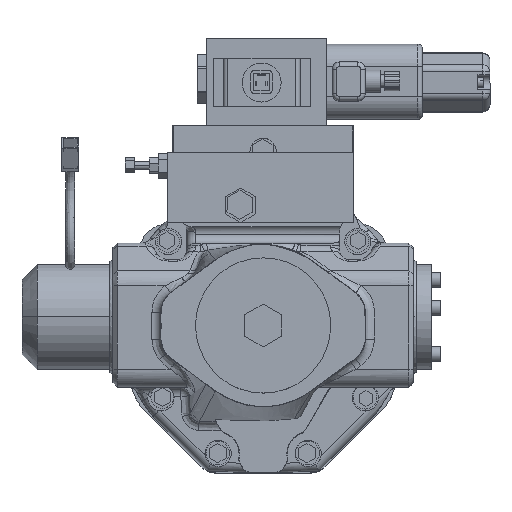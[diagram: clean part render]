
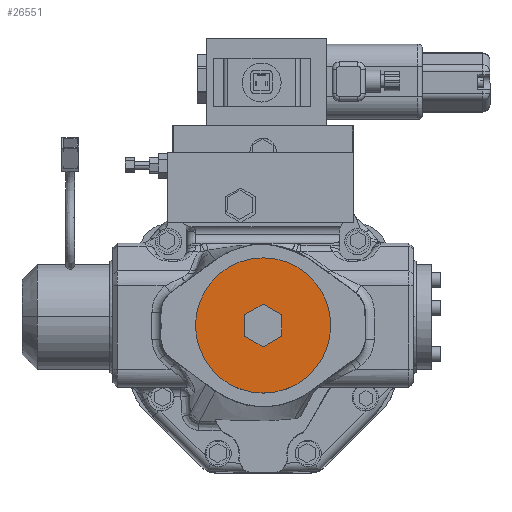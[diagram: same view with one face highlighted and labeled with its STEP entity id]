
A CAD part, top view. The second image highlights one B-rep face of the part: STEP entity #26551.
In plain terms, the highlighted planar face has unit normal (0, 0, 1).
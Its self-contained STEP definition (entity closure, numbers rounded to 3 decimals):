
#1204 = DIRECTION ( 'NONE',  ( 0.866, -0.5, 0. ) ) ;
#1608 = EDGE_CURVE ( 'NONE', #7343, #58648, #45980, .T. ) ;
#1688 = VERTEX_POINT ( 'NONE', #57347 ) ;
#1898 = VECTOR ( 'NONE', #16914, 1000. ) ;
#4019 = VERTEX_POINT ( 'NONE', #45390 ) ;
#4728 = LINE ( 'NONE', #46194, #24180 ) ;
#7343 = VERTEX_POINT ( 'NONE', #60414 ) ;
#7423 = ORIENTED_EDGE ( 'NONE', *, *, #54988, .T. ) ;
#7726 = CIRCLE ( 'NONE', #57172, 45. ) ;
#7942 = CARTESIAN_POINT ( 'NONE',  ( 5.196, -37.024, 135.254 ) ) ;
#8115 = FACE_BOUND ( 'NONE', #30037, .T. ) ;
#8775 = EDGE_CURVE ( 'NONE', #30267, #1688, #50140, .T. ) ;
#12542 = ORIENTED_EDGE ( 'NONE', *, *, #60687, .T. ) ;
#15473 = EDGE_CURVE ( 'NONE', #22562, #30267, #43751, .T. ) ;
#16265 = CIRCLE ( 'NONE', #35543, 45. ) ;
#16914 = DIRECTION ( 'NONE',  ( 0., 1., 0. ) ) ;
#17238 = VECTOR ( 'NONE', #44067, 1000. ) ;
#18729 = ORIENTED_EDGE ( 'NONE', *, *, #8775, .F. ) ;
#19238 = DIRECTION ( 'NONE',  ( -0.866, 0.5, 0. ) ) ;
#22332 = PLANE ( 'NONE',  #23109 ) ;
#22562 = VERTEX_POINT ( 'NONE', #48130 ) ;
#22970 = VERTEX_POINT ( 'NONE', #41600 ) ;
#23109 = AXIS2_PLACEMENT_3D ( 'NONE', #46342, #42834, #27383 ) ;
#24180 = VECTOR ( 'NONE', #19238, 1000. ) ;
#26551 = ADVANCED_FACE ( 'NONE', ( #8115, #56771 ), #22332, .T. ) ;
#26755 = CARTESIAN_POINT ( 'NONE',  ( -7.114, -29.916, 135.254 ) ) ;
#27320 = EDGE_CURVE ( 'NONE', #58648, #57126, #4728, .T. ) ;
#27383 = DIRECTION ( 'NONE',  ( 1., 0., 0. ) ) ;
#27791 = CARTESIAN_POINT ( 'NONE',  ( 5.196, -22.809, 135.254 ) ) ;
#30037 = EDGE_LOOP ( 'NONE', ( #18729, #52179, #39552, #49806, #57203, #45089 ) ) ;
#30101 = EDGE_CURVE ( 'NONE', #1688, #7343, #56288, .T. ) ;
#30267 = VERTEX_POINT ( 'NONE', #32569 ) ;
#30388 = CARTESIAN_POINT ( 'NONE',  ( 17.507, -15.702, 135.254 ) ) ;
#31666 = CARTESIAN_POINT ( 'NONE',  ( 5.196, -22.809, 135.254 ) ) ;
#32258 = DIRECTION ( 'NONE',  ( 0.866, 0.5, 0. ) ) ;
#32569 = CARTESIAN_POINT ( 'NONE',  ( -7.114, -29.916, 135.254 ) ) ;
#32838 = VECTOR ( 'NONE', #53516, 1000. ) ;
#33644 = CARTESIAN_POINT ( 'NONE',  ( -7.114, -15.702, 135.254 ) ) ;
#35543 = AXIS2_PLACEMENT_3D ( 'NONE', #27791, #38200, #57815 ) ;
#37122 = VECTOR ( 'NONE', #1204, 1000. ) ;
#38200 = DIRECTION ( 'NONE',  ( 0., 0., 1. ) ) ;
#39552 = ORIENTED_EDGE ( 'NONE', *, *, #61935, .F. ) ;
#41600 = CARTESIAN_POINT ( 'NONE',  ( 50.196, -22.809, 135.254 ) ) ;
#42100 = EDGE_LOOP ( 'NONE', ( #12542, #7423 ) ) ;
#42834 = DIRECTION ( 'NONE',  ( 0., 0., 1. ) ) ;
#43751 = LINE ( 'NONE', #33644, #17238 ) ;
#44067 = DIRECTION ( 'NONE',  ( 0., -1., 0. ) ) ;
#45089 = ORIENTED_EDGE ( 'NONE', *, *, #30101, .F. ) ;
#45390 = CARTESIAN_POINT ( 'NONE',  ( -39.804, -22.809, 135.254 ) ) ;
#45980 = LINE ( 'NONE', #47236, #1898 ) ;
#46194 = CARTESIAN_POINT ( 'NONE',  ( 17.507, -15.702, 135.254 ) ) ;
#46342 = CARTESIAN_POINT ( 'NONE',  ( 5.196, -22.809, 135.254 ) ) ;
#47027 = CARTESIAN_POINT ( 'NONE',  ( 5.196, -8.594, 135.254 ) ) ;
#47236 = CARTESIAN_POINT ( 'NONE',  ( 17.507, -29.916, 135.254 ) ) ;
#48130 = CARTESIAN_POINT ( 'NONE',  ( -7.114, -15.702, 135.254 ) ) ;
#49153 = DIRECTION ( 'NONE',  ( 0., 0., 1. ) ) ;
#49806 = ORIENTED_EDGE ( 'NONE', *, *, #27320, .F. ) ;
#50140 = LINE ( 'NONE', #26755, #37122 ) ;
#50946 = DIRECTION ( 'NONE',  ( 1., 0., 0. ) ) ;
#52179 = ORIENTED_EDGE ( 'NONE', *, *, #15473, .F. ) ;
#53516 = DIRECTION ( 'NONE',  ( -0.866, -0.5, 0. ) ) ;
#54988 = EDGE_CURVE ( 'NONE', #22970, #4019, #16265, .T. ) ;
#56288 = LINE ( 'NONE', #7942, #60600 ) ;
#56771 = FACE_OUTER_BOUND ( 'NONE', #42100, .T. ) ;
#57126 = VERTEX_POINT ( 'NONE', #47027 ) ;
#57172 = AXIS2_PLACEMENT_3D ( 'NONE', #31666, #49153, #50946 ) ;
#57203 = ORIENTED_EDGE ( 'NONE', *, *, #1608, .F. ) ;
#57347 = CARTESIAN_POINT ( 'NONE',  ( 5.196, -37.024, 135.254 ) ) ;
#57815 = DIRECTION ( 'NONE',  ( 1., 0., 0. ) ) ;
#57963 = CARTESIAN_POINT ( 'NONE',  ( 5.196, -8.594, 135.254 ) ) ;
#58648 = VERTEX_POINT ( 'NONE', #30388 ) ;
#60414 = CARTESIAN_POINT ( 'NONE',  ( 17.507, -29.916, 135.254 ) ) ;
#60600 = VECTOR ( 'NONE', #32258, 1000. ) ;
#60687 = EDGE_CURVE ( 'NONE', #4019, #22970, #7726, .T. ) ;
#61935 = EDGE_CURVE ( 'NONE', #57126, #22562, #62089, .T. ) ;
#62089 = LINE ( 'NONE', #57963, #32838 ) ;
